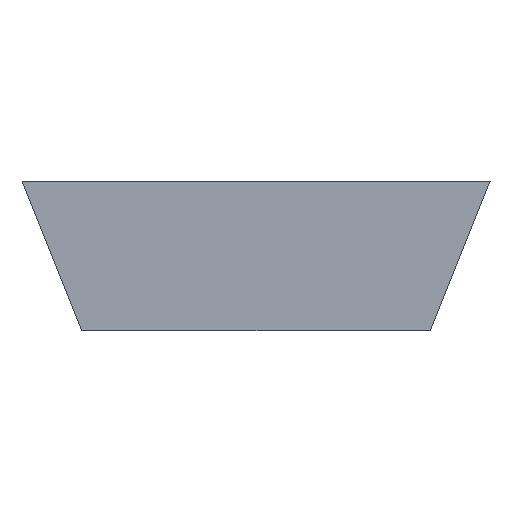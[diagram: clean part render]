
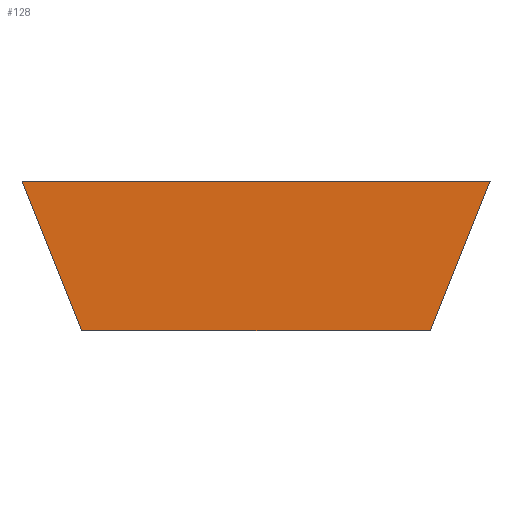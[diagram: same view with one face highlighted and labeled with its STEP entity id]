
A CAD part, left-side view. The second image highlights one B-rep face of the part: STEP entity #128.
In plain terms, the highlighted planar face has unit normal (-1, 0, 0).
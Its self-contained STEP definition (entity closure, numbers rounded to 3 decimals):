
#21=PLANE('',#151);
#28=FACE_OUTER_BOUND('',#37,.T.);
#37=EDGE_LOOP('',(#114,#115,#116,#117));
#42=LINE('',#200,#55);
#45=LINE('',#206,#58);
#48=LINE('',#212,#61);
#51=LINE('',#216,#64);
#55=VECTOR('',#166,10.);
#58=VECTOR('',#171,10.);
#61=VECTOR('',#176,10.);
#64=VECTOR('',#181,10.);
#71=VERTEX_POINT('',#197);
#72=VERTEX_POINT('',#199);
#74=VERTEX_POINT('',#205);
#76=VERTEX_POINT('',#211);
#82=EDGE_CURVE('',#72,#71,#42,.T.);
#85=EDGE_CURVE('',#74,#72,#45,.T.);
#88=EDGE_CURVE('',#76,#74,#48,.T.);
#91=EDGE_CURVE('',#71,#76,#51,.T.);
#114=ORIENTED_EDGE('',*,*,#91,.T.);
#115=ORIENTED_EDGE('',*,*,#88,.T.);
#116=ORIENTED_EDGE('',*,*,#85,.T.);
#117=ORIENTED_EDGE('',*,*,#82,.T.);
#128=ADVANCED_FACE('',(#28),#21,.T.);
#151=AXIS2_PLACEMENT_3D('',#217,#182,#183);
#166=DIRECTION('',(0.,1.,0.));
#171=DIRECTION('',(0.,-0.371,0.928));
#176=DIRECTION('',(0.,-1.,0.));
#181=DIRECTION('',(0.,-0.371,-0.928));
#182=DIRECTION('center_axis',(-1.,0.,0.));
#183=DIRECTION('ref_axis',(0.,0.,1.));
#197=CARTESIAN_POINT('',(172.187,-303.739,68.5));
#199=CARTESIAN_POINT('',(172.187,-316.261,68.5));
#200=CARTESIAN_POINT('',(172.187,-316.261,68.5));
#205=CARTESIAN_POINT('',(172.187,-314.661,64.5));
#206=CARTESIAN_POINT('',(172.187,-314.661,64.5));
#211=CARTESIAN_POINT('',(172.187,-305.339,64.5));
#212=CARTESIAN_POINT('',(172.187,-305.339,64.5));
#216=CARTESIAN_POINT('',(172.187,-303.739,68.5));
#217=CARTESIAN_POINT('Origin',(172.187,-310.,66.5));
